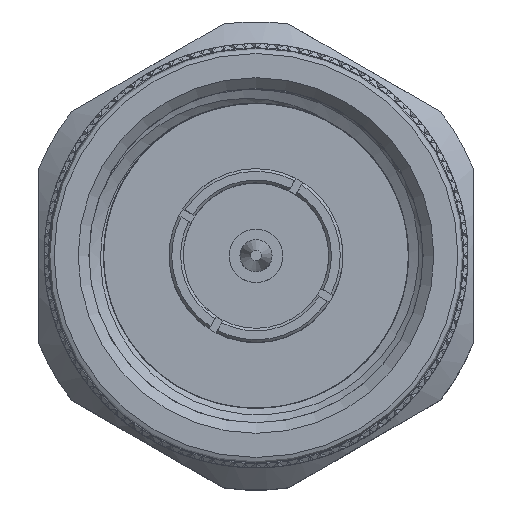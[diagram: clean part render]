
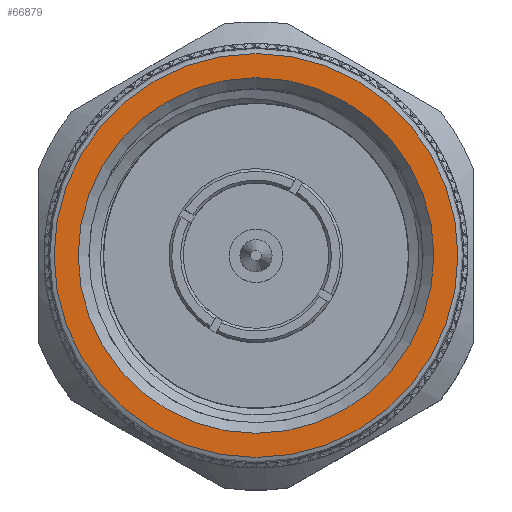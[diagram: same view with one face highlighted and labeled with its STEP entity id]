
A CAD part, top view. The second image highlights one B-rep face of the part: STEP entity #66879.
In plain terms, the highlighted face is planar.
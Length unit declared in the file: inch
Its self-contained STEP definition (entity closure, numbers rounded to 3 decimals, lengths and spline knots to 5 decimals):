
#1987 = DIRECTION ( 'NONE',  ( 0., 0., -1. ) ) ;
#2019 = DIRECTION ( 'NONE',  ( 0., 0., -1. ) ) ;
#2731 = CARTESIAN_POINT ( 'NONE',  ( 0., 0., 0. ) ) ;
#3426 = CARTESIAN_POINT ( 'NONE',  ( 0., 0., 0. ) ) ;
#8304 = CARTESIAN_POINT ( 'NONE',  ( 0., 0., 0. ) ) ;
#10191 = AXIS2_PLACEMENT_3D ( 'NONE', #2731, #59348, #2019 ) ;
#18481 = PLANE ( 'NONE',  #44635 ) ;
#23540 = VERTEX_POINT ( 'NONE', #24259 ) ;
#24259 = CARTESIAN_POINT ( 'NONE',  ( 0., 0., -0.3325 ) ) ;
#35408 = DIRECTION ( 'NONE',  ( 1., 0., 0. ) ) ;
#39137 = EDGE_CURVE ( 'NONE', #23540, #23540, #121269, .T. ) ;
#40267 = DIRECTION ( 'NONE',  ( 1., 0., 0. ) ) ;
#43168 = FACE_BOUND ( 'NONE', #128434, .T. ) ;
#44635 = AXIS2_PLACEMENT_3D ( 'NONE', #8304, #40267, #62788 ) ;
#47473 = CARTESIAN_POINT ( 'NONE',  ( 0., 0., -0.3776 ) ) ;
#51884 = FACE_OUTER_BOUND ( 'NONE', #112306, .T. ) ;
#59348 = DIRECTION ( 'NONE',  ( -1., 0., 0. ) ) ;
#62788 = DIRECTION ( 'NONE',  ( 0., 0., -1. ) ) ;
#66879 = ADVANCED_FACE ( 'NONE', ( #43168, #51884 ), #18481, .F. ) ;
#76414 = EDGE_CURVE ( 'NONE', #137496, #137496, #79891, .T. ) ;
#79425 = ORIENTED_EDGE ( 'NONE', *, *, #39137, .T. ) ;
#79891 = CIRCLE ( 'NONE', #10191, 0.3776 ) ;
#101283 = ORIENTED_EDGE ( 'NONE', *, *, #76414, .T. ) ;
#112306 = EDGE_LOOP ( 'NONE', ( #101283 ) ) ;
#121269 = CIRCLE ( 'NONE', #128279, 0.3325 ) ;
#128279 = AXIS2_PLACEMENT_3D ( 'NONE', #3426, #35408, #1987 ) ;
#128434 = EDGE_LOOP ( 'NONE', ( #79425 ) ) ;
#137496 = VERTEX_POINT ( 'NONE', #47473 ) ;
